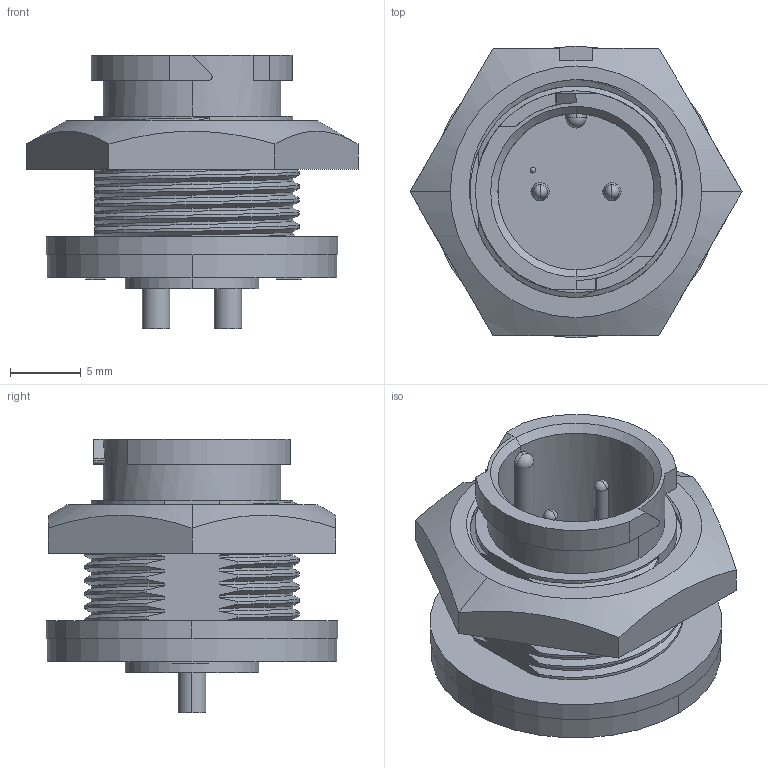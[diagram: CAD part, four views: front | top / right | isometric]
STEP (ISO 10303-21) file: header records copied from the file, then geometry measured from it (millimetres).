
FILE_DESCRIPTION (( 'STEP AP203' ), '1' );
FILE_NAME ('W7280-2PG-P-300.STEP', '2021-10-26T21:08:07', ( '' ), ( '' ), 'SwSTEP 2.0', 'SolidWorks 2020', '' );
FILE_SCHEMA (( 'CONFIG_CONTROL_DESIGN' ));
Length unit declared in the file: millimetre
Products named in the file (1): W7280-2PG-P-300
Bounding box: 23.46 x 20.62 x 19.34 mm (x, y, z)
Volume: 2790 mm3; surface area: 2744.3 mm2
Topology: 3 solids, 3 shells, 174 faces, 491 edges, 321 vertices
Faces by surface type: cylinder 70, plane 53, bspline 33, cone 12, sphere 6
Entity records: 12436 total; most frequent: CARTESIAN_POINT 8421, ORIENTED_EDGE 966, DIRECTION 645, EDGE_CURVE 483, VERTEX_POINT 319, AXIS2_PLACEMENT_3D 218, LINE 209, VECTOR 209
